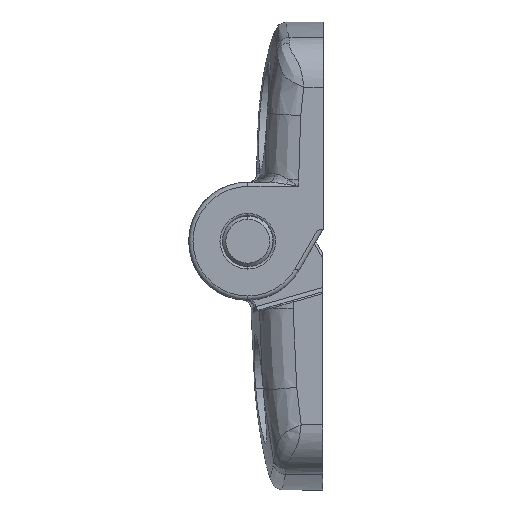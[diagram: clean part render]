
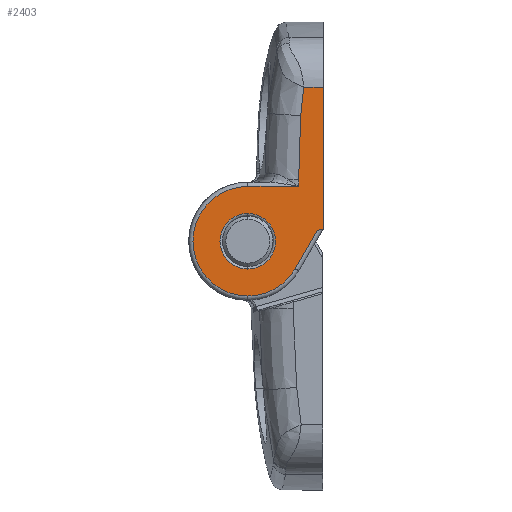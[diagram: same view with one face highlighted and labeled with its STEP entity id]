
A CAD part, left-side view. The second image highlights one B-rep face of the part: STEP entity #2403.
In plain terms, the highlighted face is planar.
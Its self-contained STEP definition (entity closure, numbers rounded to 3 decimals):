
#11 = VERTEX_POINT ( 'NONE', #1100 ) ;
#13 = VERTEX_POINT ( 'NONE', #1109 ) ;
#578 = AXIS2_PLACEMENT_3D ( 'NONE', #3322, #3323, #3324 ) ;
#588 = AXIS2_PLACEMENT_3D ( 'NONE', #3393, #3394, #3395 ) ;
#604 = AXIS2_PLACEMENT_3D ( 'NONE', #3665, #3666, #3667 ) ;
#605 = AXIS2_PLACEMENT_3D ( 'NONE', #3682, #3683, #3684 ) ;
#696 = AXIS2_PLACEMENT_3D ( 'NONE', #6088, #6085, #6092 ) ;
#907 = ORIENTED_EDGE ( 'NONE', *, *, #2064, .T. ) ;
#908 = ORIENTED_EDGE ( 'NONE', *, *, #2145, .T. ) ;
#909 = ORIENTED_EDGE ( 'NONE', *, *, #2120, .T. ) ;
#910 = ORIENTED_EDGE ( 'NONE', *, *, #2146, .F. ) ;
#911 = ORIENTED_EDGE ( 'NONE', *, *, #2147, .T. ) ;
#912 = ORIENTED_EDGE ( 'NONE', *, *, #2148, .T. ) ;
#913 = ORIENTED_EDGE ( 'NONE', *, *, #2149, .T. ) ;
#914 = ORIENTED_EDGE ( 'NONE', *, *, #2150, .T. ) ;
#915 = ORIENTED_EDGE ( 'NONE', *, *, #2151, .T. ) ;
#916 = ORIENTED_EDGE ( 'NONE', *, *, #2081, .T. ) ;
#917 = ORIENTED_EDGE ( 'NONE', *, *, #2152, .T. ) ;
#918 = ORIENTED_EDGE ( 'NONE', *, *, #2153, .F. ) ;
#960 = EDGE_LOOP ( 'NONE', ( #909, #910, #911, #912, #913, #914, #915, #916, #917, #918 ) ) ;
#1100 = CARTESIAN_POINT ( 'NONE',  ( 24., 3.321, 3.25 ) ) ;
#1109 = CARTESIAN_POINT ( 'NONE',  ( 24., 8.95, 6.5 ) ) ;
#1142 = EDGE_LOOP ( 'NONE', ( #907, #908 ) ) ;
#2064 = EDGE_CURVE ( 'NONE', #5345, #5344, #2862, .T. ) ;
#2081 = EDGE_CURVE ( 'NONE', #13, #11, #2877, .T. ) ;
#2120 = EDGE_CURVE ( 'NONE', #6456, #5285, #2919, .T. ) ;
#2145 = EDGE_CURVE ( 'NONE', #5344, #5345, #2946, .T. ) ;
#2146 = EDGE_CURVE ( 'NONE', #2671, #5285, #2951, .T. ) ;
#2147 = EDGE_CURVE ( 'NONE', #2671, #2675, #5185, .T. ) ;
#2148 = EDGE_CURVE ( 'NONE', #2675, #2676, #5186, .T. ) ;
#2149 = EDGE_CURVE ( 'NONE', #2676, #2677, #2952, .T. ) ;
#2150 = EDGE_CURVE ( 'NONE', #2677, #2678, #2955, .T. ) ;
#2151 = EDGE_CURVE ( 'NONE', #2678, #13, #2957, .T. ) ;
#2152 = EDGE_CURVE ( 'NONE', #11, #2672, #2959, .T. ) ;
#2153 = EDGE_CURVE ( 'NONE', #6456, #2672, #5187, .T. ) ;
#2403 = ADVANCED_FACE ( 'NONE', ( #4942, #4944 ), #6090, .F. ) ;
#2671 = VERTEX_POINT ( 'NONE', #7435 ) ;
#2672 = VERTEX_POINT ( 'NONE', #7436 ) ;
#2675 = VERTEX_POINT ( 'NONE', #7439 ) ;
#2676 = VERTEX_POINT ( 'NONE', #7440 ) ;
#2677 = VERTEX_POINT ( 'NONE', #7441 ) ;
#2678 = VERTEX_POINT ( 'NONE', #7442 ) ;
#2862 = CIRCLE ( 'NONE', #578, 3.3 ) ;
#2877 = CIRCLE ( 'NONE', #588, 6.5 ) ;
#2919 = LINE ( 'NONE', #3538, #2930 ) ;
#2930 = VECTOR ( 'NONE', #3546, 1000. ) ;
#2946 = CIRCLE ( 'NONE', #604, 3.3 ) ;
#2951 = LINE ( 'NONE', #3656, #2954 ) ;
#2952 = LINE ( 'NONE', #3673, #2956 ) ;
#2954 = VECTOR ( 'NONE', #3655, 1000. ) ;
#2955 = LINE ( 'NONE', #3678, #2958 ) ;
#2956 = VECTOR ( 'NONE', #3677, 1000. ) ;
#2957 = CIRCLE ( 'NONE', #605, 6.5 ) ;
#2958 = VECTOR ( 'NONE', #3679, 1000. ) ;
#2959 = LINE ( 'NONE', #3672, #2961 ) ;
#2961 = VECTOR ( 'NONE', #3674, 1000. ) ;
#3322 = CARTESIAN_POINT ( 'NONE',  ( 24., 8.95, 0. ) ) ;
#3323 = DIRECTION ( 'NONE',  ( -1., 0., 0. ) ) ;
#3324 = DIRECTION ( 'NONE',  ( 0., 0., 1. ) ) ;
#3393 = CARTESIAN_POINT ( 'NONE',  ( 24., 8.95, 0. ) ) ;
#3394 = DIRECTION ( 'NONE',  ( 1., 0., 0. ) ) ;
#3395 = DIRECTION ( 'NONE',  ( 0., 0., 1. ) ) ;
#3538 = CARTESIAN_POINT ( 'NONE',  ( 24., 0., 1.134 ) ) ;
#3546 = DIRECTION ( 'NONE',  ( 0., 0., -1. ) ) ;
#3655 = DIRECTION ( 'NONE',  ( 0., -1., 0. ) ) ;
#3656 = CARTESIAN_POINT ( 'NONE',  ( 24., 15.95, -18.261 ) ) ;
#3663 = CARTESIAN_POINT ( 'NONE',  ( 24., 2.605, -16.028 ) ) ;
#3664 = CARTESIAN_POINT ( 'NONE',  ( 24., 2.677, -14.899 ) ) ;
#3665 = CARTESIAN_POINT ( 'NONE',  ( 24., 8.95, 0. ) ) ;
#3666 = DIRECTION ( 'NONE',  ( -1., 0., 0. ) ) ;
#3667 = DIRECTION ( 'NONE',  ( 0., 0., 1. ) ) ;
#3668 = CARTESIAN_POINT ( 'NONE',  ( 24., 2.483, -17.149 ) ) ;
#3669 = CARTESIAN_POINT ( 'NONE',  ( 24., 2.837, -12.368 ) ) ;
#3670 = CARTESIAN_POINT ( 'NONE',  ( 24., 2.311, -18.261 ) ) ;
#3671 = CARTESIAN_POINT ( 'NONE',  ( 24., 2.677, -14.899 ) ) ;
#3672 = CARTESIAN_POINT ( 'NONE',  ( 24., 7.388, 10.295 ) ) ;
#3673 = CARTESIAN_POINT ( 'NONE',  ( 24., 2.917, 10. ) ) ;
#3674 = DIRECTION ( 'NONE',  ( 0., -0.5, -0.866 ) ) ;
#3675 = CARTESIAN_POINT ( 'NONE',  ( 24., 2.917, -9.835 ) ) ;
#3676 = CARTESIAN_POINT ( 'NONE',  ( 24., 2.917, -7.3 ) ) ;
#3677 = DIRECTION ( 'NONE',  ( 0., 0., 1. ) ) ;
#3678 = CARTESIAN_POINT ( 'NONE',  ( 24., 7.9, -6.5 ) ) ;
#3679 = DIRECTION ( 'NONE',  ( 0., 1., 0. ) ) ;
#3680 = CARTESIAN_POINT ( 'NONE',  ( 24., 0., -1.432 ) ) ;
#3681 = CARTESIAN_POINT ( 'NONE',  ( 24., 0.236, -1.38 ) ) ;
#3682 = CARTESIAN_POINT ( 'NONE',  ( 24., 8.95, 0. ) ) ;
#3683 = DIRECTION ( 'NONE',  ( 1., 0., 0. ) ) ;
#3684 = DIRECTION ( 'NONE',  ( 0., 0., 1. ) ) ;
#3688 = CARTESIAN_POINT ( 'NONE',  ( 24., 0.472, -1.328 ) ) ;
#3689 = CARTESIAN_POINT ( 'NONE',  ( 24., 0.707, -1.277 ) ) ;
#4942 = FACE_BOUND ( 'NONE', #1142, .T. ) ;
#4944 = FACE_OUTER_BOUND ( 'NONE', #960, .T. ) ;
#5185 = B_SPLINE_CURVE_WITH_KNOTS ( 'NONE', 3,
 ( #3670, #3668, #3663, #3671 ),
 .UNSPECIFIED., .F., .F.,
 ( 4, 4 ),
 ( 0.005, 0.008 ),
 .UNSPECIFIED. ) ;
#5186 = B_SPLINE_CURVE_WITH_KNOTS ( 'NONE', 3,
 ( #3664, #3669, #3675, #3676 ),
 .UNSPECIFIED., .F., .F.,
 ( 4, 4 ),
 ( 0., 0.008 ),
 .UNSPECIFIED. ) ;
#5187 = B_SPLINE_CURVE_WITH_KNOTS ( 'NONE', 3,
 ( #3680, #3681, #3688, #3689 ),
 .UNSPECIFIED., .F., .F.,
 ( 4, 4 ),
 ( 0.014, 0.015 ),
 .UNSPECIFIED. ) ;
#5285 = VERTEX_POINT ( 'NONE', #7576 ) ;
#5344 = VERTEX_POINT ( 'NONE', #7578 ) ;
#5345 = VERTEX_POINT ( 'NONE', #7585 ) ;
#6085 = DIRECTION ( 'NONE',  ( -1., 0., 0. ) ) ;
#6088 = CARTESIAN_POINT ( 'NONE',  ( 24., 7.9, 10. ) ) ;
#6090 = PLANE ( 'NONE',  #696 ) ;
#6092 = DIRECTION ( 'NONE',  ( 0., 0., 1. ) ) ;
#6456 = VERTEX_POINT ( 'NONE', #7607 ) ;
#7435 = CARTESIAN_POINT ( 'NONE',  ( 24., 2.311, -18.261 ) ) ;
#7436 = CARTESIAN_POINT ( 'NONE',  ( 24., 0.707, -1.277 ) ) ;
#7439 = CARTESIAN_POINT ( 'NONE',  ( 24., 2.677, -14.899 ) ) ;
#7440 = CARTESIAN_POINT ( 'NONE',  ( 24., 2.917, -7.3 ) ) ;
#7441 = CARTESIAN_POINT ( 'NONE',  ( 24., 2.917, -6.5 ) ) ;
#7442 = CARTESIAN_POINT ( 'NONE',  ( 24., 8.95, -6.5 ) ) ;
#7576 = CARTESIAN_POINT ( 'NONE',  ( 24., 0., -18.261 ) ) ;
#7578 = CARTESIAN_POINT ( 'NONE',  ( 24., 8.95, -3.3 ) ) ;
#7585 = CARTESIAN_POINT ( 'NONE',  ( 24., 8.95, 3.3 ) ) ;
#7607 = CARTESIAN_POINT ( 'NONE',  ( 24., 0., -1.432 ) ) ;
